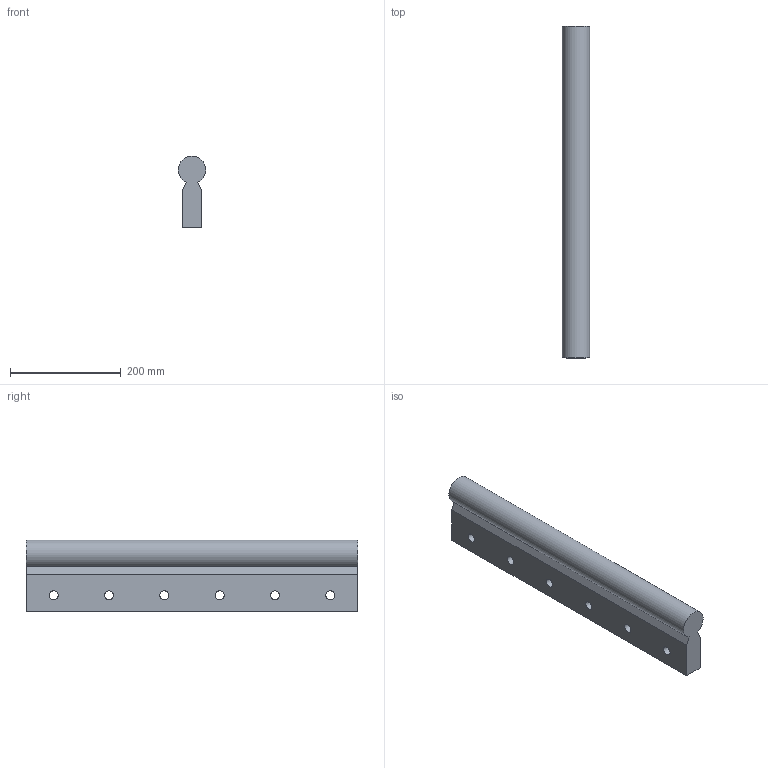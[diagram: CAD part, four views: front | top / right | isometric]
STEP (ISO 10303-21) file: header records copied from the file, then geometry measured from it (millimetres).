
FILE_DESCRIPTION( ( 'Unknown' ), '1' );
FILE_NAME( 'SWUF-50_AS.stp', 'Unknown', ( 'Unknown' ), ( 'Unknown' ), 'PSStep 13.0', 'Unknown', ' ' );
FILE_SCHEMA( ( 'AUTOMOTIVE_DESIGN { 1 0 10303 214 1 1 1 1 }' ) );
Length unit declared in the file: millimetre
Products named in the file (1): 1
Bounding box: 49.81 x 600 x 129.9 mm (x, y, z)
Volume: 2736176 mm3; surface area: 232277.7 mm2
Topology: 1 solids, 1 shells, 62 faces, 135 edges, 90 vertices
Faces by surface type: plane 40, cylinder 19, torus 3
Full cylindrical faces by diameter (mm): 16 x6, 21 x3, 24 x9
Entity records: 2104 total; most frequent: DIRECTION 278, CARTESIAN_POINT 261, ORIENTED_EDGE 222, EDGE_CURVE 111, EDGE_LOOP 110, AXIS2_PLACEMENT_3D 104, VERTEX_POINT 87, FACE_OUTER_BOUND 83
